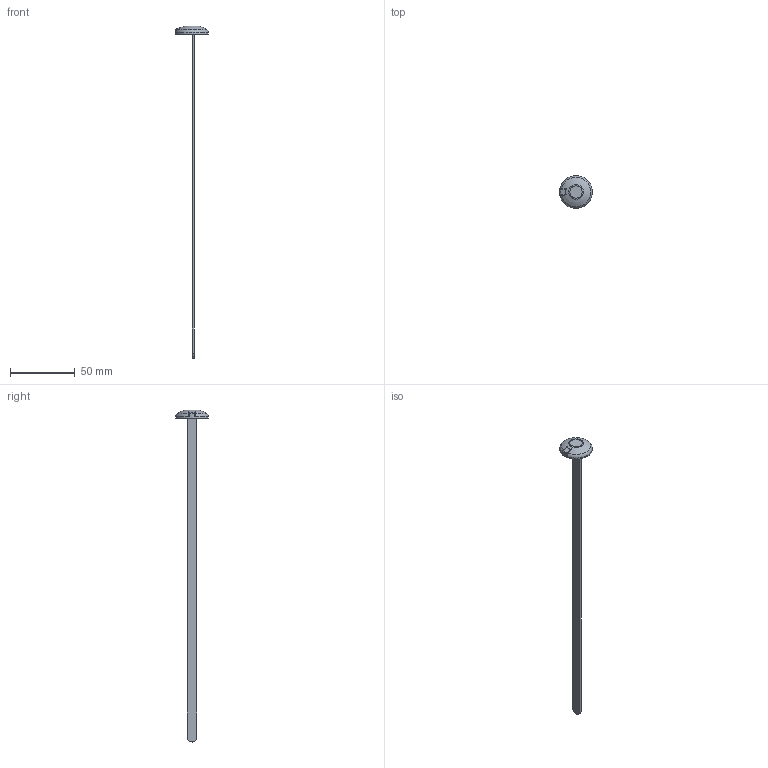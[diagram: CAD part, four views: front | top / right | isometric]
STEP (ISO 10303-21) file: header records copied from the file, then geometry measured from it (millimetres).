
FILE_DESCRIPTION(/* description */ (''),/* implementation_level */ '2;1');
FILE_NAME(/* name */ 'PANDUIT_SSMP2.5H.stp',/* time_stamp */ '2018-10-01T11:06:04-05:00',/* author */ (''),/* organization */ (''),/* preprocessor_version */ 'ST-DEVELOPER v16',/* originating_system */ 'SIEMENS PLM Software NX 11.0',/* authorisation */ '');
FILE_SCHEMA (('AP203_CONFIGURATION_CONTROLLED_3D_DESIGN_OF_MECHANICAL_PARTS_AND_ASSEMBLIES_MIM_LF { 1 0 10303 403 2 1 2}'));
Length unit declared in the file: inch
Products named in the file (1): bwg0DB4F1A0xfu5
Bounding box: 25.4 x 25.4 x 256.54 mm (x, y, z)
Volume: 5386.8 mm3; surface area: 5843.3 mm2
Topology: 1 solids, 1 shells, 22 faces, 56 edges, 37 vertices
Faces by surface type: plane 9, sphere 4, cylinder 3, bspline 3, torus 2, cone 1
Entity records: 865 total; most frequent: CARTESIAN_POINT 300, ORIENTED_EDGE 94, DIRECTION 90, EDGE_CURVE 47, AXIS2_PLACEMENT_3D 38, VERTEX_POINT 32, EDGE_LOOP 25, ADVANCED_FACE 21
